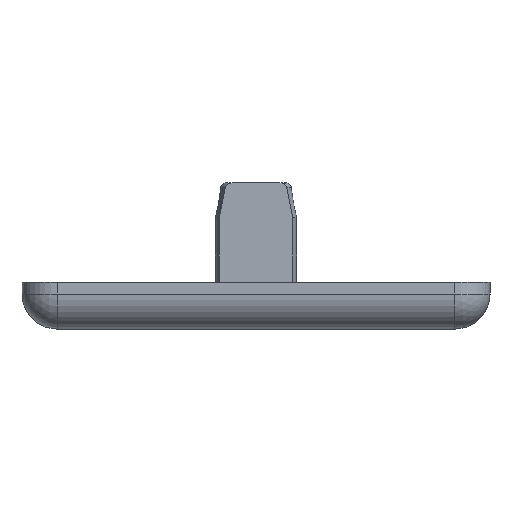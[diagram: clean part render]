
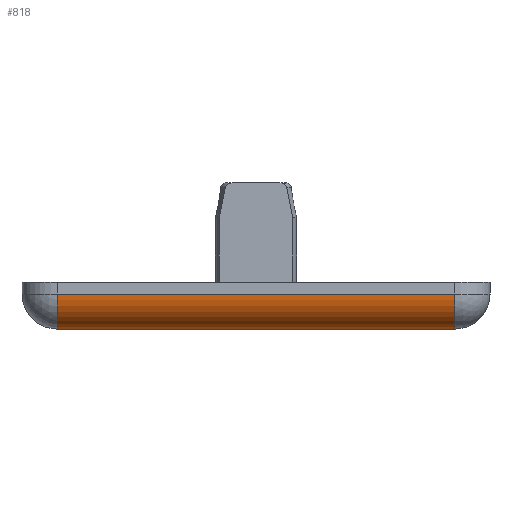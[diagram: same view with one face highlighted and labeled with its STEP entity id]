
A CAD part, left-side view. The second image highlights one B-rep face of the part: STEP entity #818.
In plain terms, the highlighted cylindrical face has radius 3 mm (diameter 6 mm), a partial arc.
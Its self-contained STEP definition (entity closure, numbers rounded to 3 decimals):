
#3 = VERTEX_POINT ( 'NONE', #1566 ) ;
#7 = VERTEX_POINT ( 'NONE', #1580 ) ;
#135 = VERTEX_POINT ( 'NONE', #1424 ) ;
#184 = EDGE_CURVE ( 'NONE', #135, #3, #1611, .T. ) ;
#199 = AXIS2_PLACEMENT_3D ( 'NONE', #1267, #1265, #1263 ) ;
#401 = DIRECTION ( 'NONE',  ( 0., 0., -1. ) ) ;
#402 = DIRECTION ( 'NONE',  ( 0., -1., 0. ) ) ;
#403 = CARTESIAN_POINT ( 'NONE',  ( -57., 17., 3. ) ) ;
#636 = VERTEX_POINT ( 'NONE', #1513 ) ;
#641 = ORIENTED_EDGE ( 'NONE', *, *, #848, .F. ) ;
#645 = ORIENTED_EDGE ( 'NONE', *, *, #184, .F. ) ;
#648 = ORIENTED_EDGE ( 'NONE', *, *, #828, .F. ) ;
#663 = ORIENTED_EDGE ( 'NONE', *, *, #948, .T. ) ;
#731 = EDGE_LOOP ( 'NONE', ( #663, #641, #645, #648 ) ) ;
#818 = ADVANCED_FACE ( 'NONE', ( #1977 ), #1981, .T. ) ;
#828 = EDGE_CURVE ( 'NONE', #636, #135, #1987, .T. ) ;
#848 = EDGE_CURVE ( 'NONE', #3, #7, #2038, .T. ) ;
#948 = EDGE_CURVE ( 'NONE', #636, #7, #1832, .T. ) ;
#1084 = DIRECTION ( 'NONE',  ( 0., 1., 0. ) ) ;
#1086 = CARTESIAN_POINT ( 'NONE',  ( -57., -20., 0. ) ) ;
#1140 = DIRECTION ( 'NONE',  ( 0., -1., 0. ) ) ;
#1149 = CARTESIAN_POINT ( 'NONE',  ( -60., 20., 3. ) ) ;
#1177 = CARTESIAN_POINT ( 'NONE',  ( -57., 20., 3. ) ) ;
#1180 = DIRECTION ( 'NONE',  ( 1., 0., 0. ) ) ;
#1182 = DIRECTION ( 'NONE',  ( 0., -1., 0. ) ) ;
#1263 = DIRECTION ( 'NONE',  ( 0., 0., -1. ) ) ;
#1265 = DIRECTION ( 'NONE',  ( 0., -1., 0. ) ) ;
#1267 = CARTESIAN_POINT ( 'NONE',  ( -57., -17., 3. ) ) ;
#1424 = CARTESIAN_POINT ( 'NONE',  ( -60., -17., 3. ) ) ;
#1513 = CARTESIAN_POINT ( 'NONE',  ( -60., 17., 3. ) ) ;
#1566 = CARTESIAN_POINT ( 'NONE',  ( -57., -17., 0. ) ) ;
#1580 = CARTESIAN_POINT ( 'NONE',  ( -57., 17., 0. ) ) ;
#1611 = CIRCLE ( 'NONE', #199, 3. ) ;
#1832 = CIRCLE ( 'NONE', #1841, 3. ) ;
#1841 = AXIS2_PLACEMENT_3D ( 'NONE', #403, #402, #401 ) ;
#1977 = FACE_OUTER_BOUND ( 'NONE', #731, .T. ) ;
#1981 = CYLINDRICAL_SURFACE ( 'NONE', #2080, 3. ) ;
#1987 = LINE ( 'NONE', #1149, #2006 ) ;
#2006 = VECTOR ( 'NONE', #1140, 1000. ) ;
#2038 = LINE ( 'NONE', #1086, #2041 ) ;
#2041 = VECTOR ( 'NONE', #1084, 1000. ) ;
#2080 = AXIS2_PLACEMENT_3D ( 'NONE', #1177, #1182, #1180 ) ;
